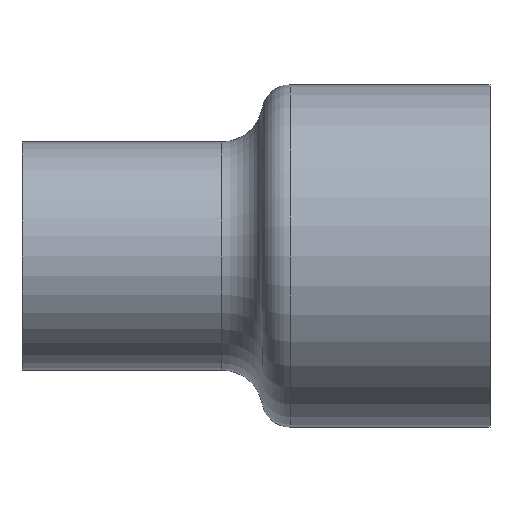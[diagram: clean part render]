
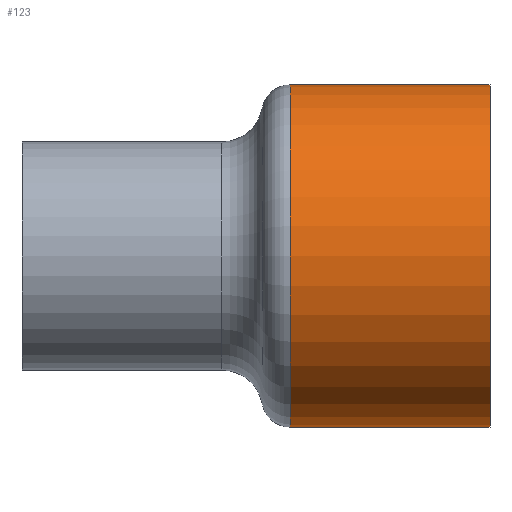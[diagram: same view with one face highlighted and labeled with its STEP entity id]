
A CAD part, front view. The second image highlights one B-rep face of the part: STEP entity #123.
In plain terms, the highlighted cylindrical face has radius 38.1 mm (diameter 76.2 mm), a full revolution.
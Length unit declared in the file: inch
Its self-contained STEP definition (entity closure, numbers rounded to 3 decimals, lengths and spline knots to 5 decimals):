
#29=FACE_BOUND('',#58,.T.);
#39=FACE_OUTER_BOUND('',#57,.T.);
#57=EDGE_LOOP('',(#107));
#58=EDGE_LOOP('',(#108));
#69=CIRCLE('',#149,1.5);
#70=CIRCLE('',#151,1.5);
#79=VERTEX_POINT('',#220);
#80=VERTEX_POINT('',#223);
#89=EDGE_CURVE('',#79,#79,#69,.T.);
#90=EDGE_CURVE('',#80,#80,#70,.T.);
#107=ORIENTED_EDGE('',*,*,#89,.T.);
#108=ORIENTED_EDGE('',*,*,#90,.F.);
#114=CYLINDRICAL_SURFACE('',#150,1.5);
#123=ADVANCED_FACE('',(#39,#29),#114,.T.);
#149=AXIS2_PLACEMENT_3D('',#221,#187,#188);
#150=AXIS2_PLACEMENT_3D('',#222,#189,#190);
#151=AXIS2_PLACEMENT_3D('',#224,#191,#192);
#187=DIRECTION('center_axis',(1.,0.,0.));
#188=DIRECTION('ref_axis',(0.,0.,-1.));
#189=DIRECTION('center_axis',(1.,0.,0.));
#190=DIRECTION('ref_axis',(0.,1.,0.));
#191=DIRECTION('center_axis',(1.,0.,0.));
#192=DIRECTION('ref_axis',(0.,0.,-1.));
#220=CARTESIAN_POINT('',(2.35,1.5,0.));
#221=CARTESIAN_POINT('Origin',(2.35,0.,0.));
#222=CARTESIAN_POINT('Origin',(3.225,0.,0.));
#223=CARTESIAN_POINT('',(4.1,1.5,0.));
#224=CARTESIAN_POINT('Origin',(4.1,0.,0.));
